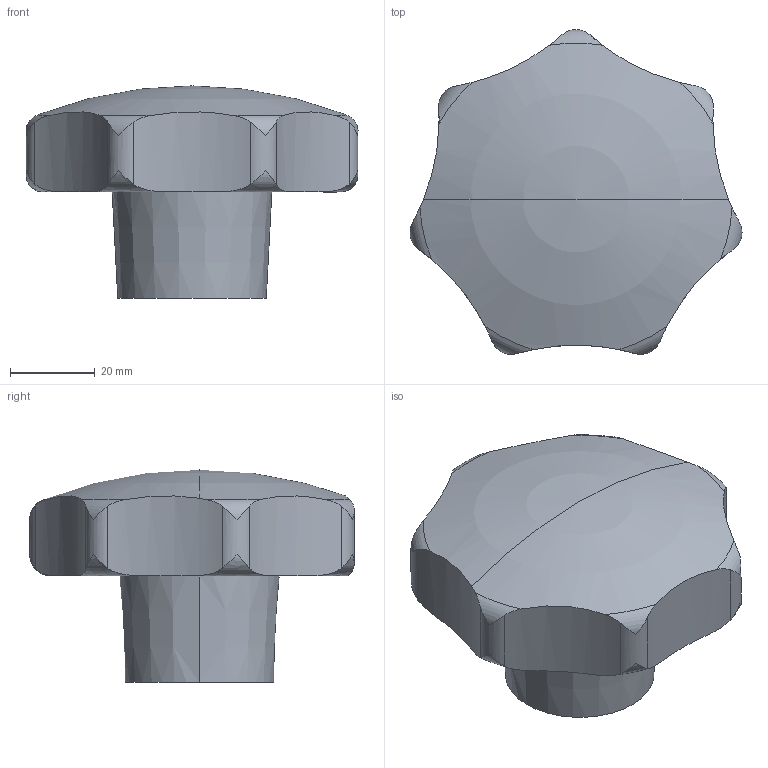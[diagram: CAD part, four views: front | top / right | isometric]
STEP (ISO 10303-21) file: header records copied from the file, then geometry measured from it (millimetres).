
FILE_DESCRIPTION(('STEP AP214'),'1');
FILE_NAME('HALDERN_EH_24670_0280.stp','2017-08-10T07:43:31',('TraceParts'),('TraceParts S.A.'),'Spatial InterOp 3D',' ',' ');
FILE_SCHEMA(('automotive_design'));
Length unit declared in the file: millimetre
Products named in the file (1): HALDERN_EH_24670_0280
Bounding box: 78.24 x 76.53 x 50 mm (x, y, z)
Volume: 93511.8 mm3; surface area: 20101.4 mm2
Topology: 1 solids, 1 shells, 50 faces, 147 edges, 98 vertices
Faces by surface type: cylinder 19, torus 18, cone 8, plane 3, sphere 2
Entity records: 2501 total; most frequent: CARTESIAN_POINT 843, ORIENTED_EDGE 286, DIRECTION 227, EDGE_CURVE 143, AXIS2_PLACEMENT_3D 100, VERTEX_POINT 98, B_SPLINE_CURVE_WITH_KNOTS 67, EDGE_LOOP 53
